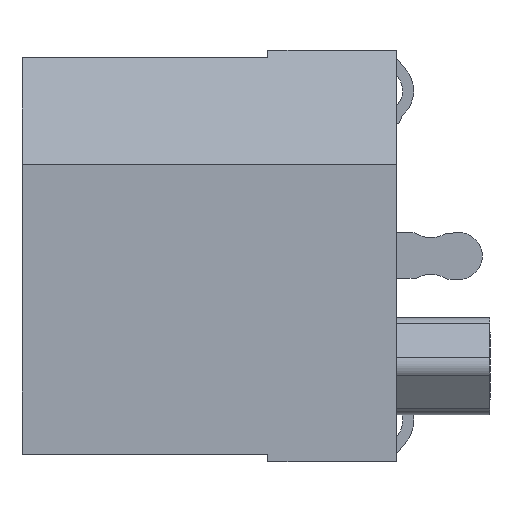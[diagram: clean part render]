
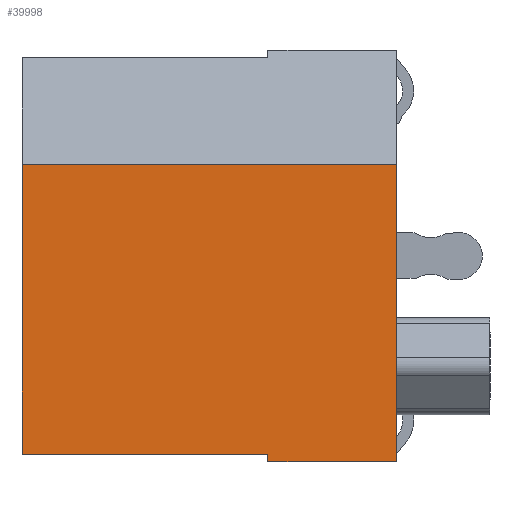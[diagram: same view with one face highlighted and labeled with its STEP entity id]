
A CAD part, left-side view. The second image highlights one B-rep face of the part: STEP entity #39998.
In plain terms, the highlighted planar face has unit normal (-1, 0, 0).
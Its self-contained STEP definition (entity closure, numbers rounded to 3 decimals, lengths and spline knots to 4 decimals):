
#12411=ORIENTED_EDGE('',*,*,#19413,.F.);
#12412=ORIENTED_EDGE('',*,*,#19414,.F.);
#12413=ORIENTED_EDGE('',*,*,#19415,.T.);
#12414=ORIENTED_EDGE('',*,*,#19409,.F.);
#12415=ORIENTED_EDGE('',*,*,#19416,.T.);
#12416=ORIENTED_EDGE('',*,*,#19417,.T.);
#19409=EDGE_CURVE('',#23750,#23751,#27941,.T.);
#19413=EDGE_CURVE('',#23754,#23755,#27945,.T.);
#19414=EDGE_CURVE('',#23756,#23754,#27946,.T.);
#19415=EDGE_CURVE('',#23756,#23751,#27947,.T.);
#19416=EDGE_CURVE('',#23750,#23757,#27948,.T.);
#19417=EDGE_CURVE('',#23757,#23755,#27949,.T.);
#23750=VERTEX_POINT('',#68318);
#23751=VERTEX_POINT('',#68319);
#23754=VERTEX_POINT('',#68327);
#23755=VERTEX_POINT('',#68328);
#23756=VERTEX_POINT('',#68330);
#23757=VERTEX_POINT('',#68333);
#27941=LINE('',#68317,#32369);
#27945=LINE('',#68326,#32373);
#27946=LINE('',#68329,#32374);
#27947=LINE('',#68331,#32375);
#27948=LINE('',#68332,#32376);
#27949=LINE('',#68334,#32377);
#32369=VECTOR('',#56146,1000.);
#32373=VECTOR('',#56152,1000.);
#32374=VECTOR('',#56153,1000.);
#32375=VECTOR('',#56154,1000.);
#32376=VECTOR('',#56155,1000.);
#32377=VECTOR('',#56156,1000.);
#34711=EDGE_LOOP('',(#12411,#12412,#12413,#12414,#12415,#12416));
#36695=FACE_BOUND('',#34711,.T.);
#38075=PLANE('',#45879);
#39998=ADVANCED_FACE('',(#36695),#38075,.F.);
#45879=AXIS2_PLACEMENT_3D('',#68325,#56150,#56151);
#56146=DIRECTION('',(0.,0.,1.));
#56150=DIRECTION('',(1.,0.,0.));
#56151=DIRECTION('',(0.,0.,-1.));
#56152=DIRECTION('',(0.,-1.,0.));
#56153=DIRECTION('',(0.,0.,1.));
#56154=DIRECTION('',(0.,-1.,0.));
#56155=DIRECTION('',(0.,-1.,0.));
#56156=DIRECTION('',(0.,0.,1.));
#68317=CARTESIAN_POINT('',(-11.75,1.75,-2.8));
#68318=CARTESIAN_POINT('',(-11.75,1.75,-2.8));
#68319=CARTESIAN_POINT('',(-11.75,1.75,-2.7));
#68325=CARTESIAN_POINT('',(-11.75,1.75,-2.8));
#68326=CARTESIAN_POINT('',(-11.75,1.75,1.25));
#68327=CARTESIAN_POINT('',(-11.75,5.1,1.25));
#68328=CARTESIAN_POINT('',(-11.75,0.,1.25));
#68329=CARTESIAN_POINT('',(-11.75,5.1,-2.7));
#68330=CARTESIAN_POINT('',(-11.75,5.1,-2.7));
#68331=CARTESIAN_POINT('',(-11.75,5.1,-2.7));
#68332=CARTESIAN_POINT('',(-11.75,1.75,-2.8));
#68333=CARTESIAN_POINT('',(-11.75,0.,-2.8));
#68334=CARTESIAN_POINT('',(-11.75,0.,-2.8));
